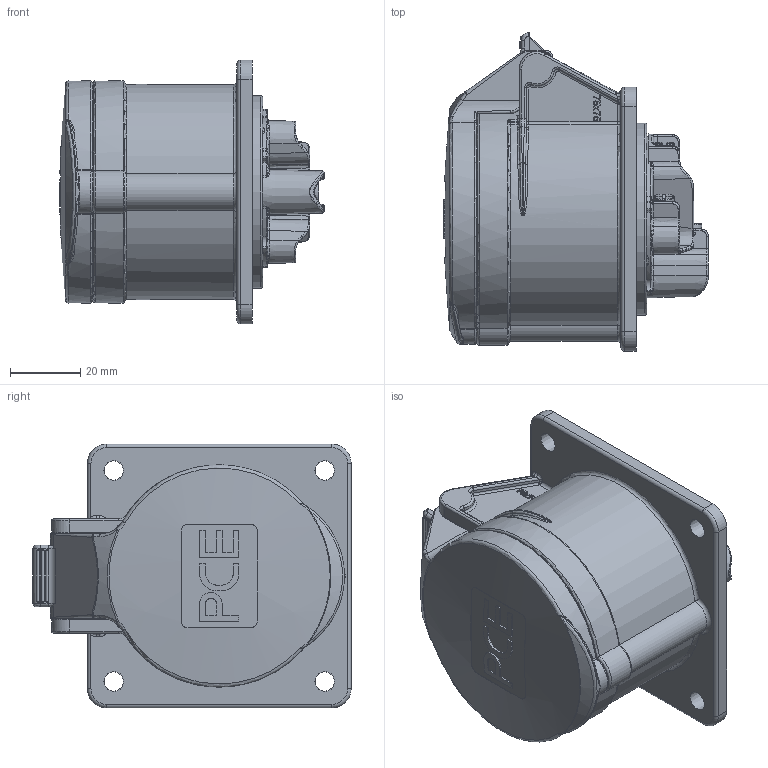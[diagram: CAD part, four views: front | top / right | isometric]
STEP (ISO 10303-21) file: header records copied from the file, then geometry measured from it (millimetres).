
FILE_DESCRIPTION (( 'STEP AP203' ), '1' );
FILE_NAME ('315-6f7.STEP', '2017-11-23T14:04:38', ( '' ), ( '' ), 'SwSTEP 2.0', 'SolidWorks 2016', '' );
FILE_SCHEMA (( 'CONFIG_CONTROL_DESIGN' ));
Length unit declared in the file: millimetre
Products named in the file (1): 315-6f7
Bounding box: 75.19 x 90.5 x 75 mm (x, y, z)
Volume: 204821.8 mm3; surface area: 32973.3 mm2
Topology: 1 solids, 1 shells, 1551 faces, 3817 edges, 2280 vertices
Faces by surface type: plane 495, bspline 484, cylinder 324, torus 133, cone 100, sphere 15
Full cylindrical faces by diameter (mm): 3.4 x6, 4 x4, 4.7 x1, 7 x4, 9 x1
Entity records: 61606 total; most frequent: CARTESIAN_POINT 29867, ORIENTED_EDGE 7368, DIRECTION 5522, EDGE_CURVE 3684, VERTEX_POINT 2245, AXIS2_PLACEMENT_3D 2140, EDGE_LOOP 1673, FACE_OUTER_BOUND 1569
